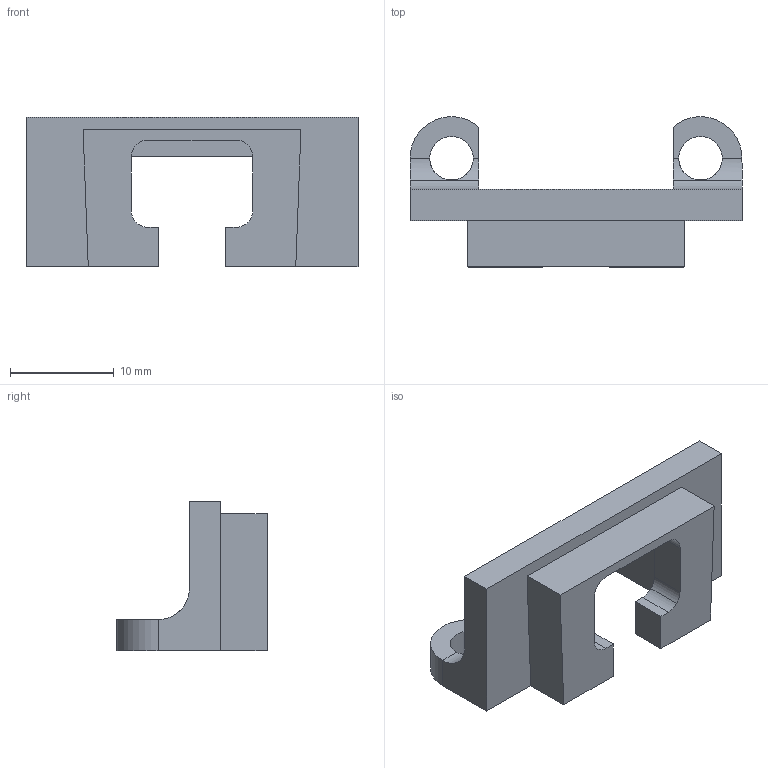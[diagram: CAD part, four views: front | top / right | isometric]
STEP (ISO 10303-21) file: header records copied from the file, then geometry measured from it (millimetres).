
FILE_DESCRIPTION(('STEP AP214'),'1');
FILE_NAME('Shim 3D Model H (v0.2) versone Int SoftOff v20241023b.stp','2024-10-23T12:05:32',(' '),(' '),'Spatial InterOp 3D',' ',' ');
FILE_SCHEMA(('AUTOMOTIVE_DESIGN { 1 0 10303 214 1 1 1 1 }'));
Length unit declared in the file: metre
Products named in the file (1): Solid
Bounding box: 32 x 14.49 x 14.4 mm (x, y, z)
Volume: 1579.4 mm3; surface area: 1747.4 mm2
Topology: 1 solids, 1 shells, 48 faces, 134 edges, 86 vertices
Faces by surface type: plane 26, cylinder 22
Entity records: 1627 total; most frequent: CARTESIAN_POINT 323, DIRECTION 272, ORIENTED_EDGE 268, EDGE_CURVE 134, AXIS2_PLACEMENT_3D 91, LINE 90, VECTOR 90, VERTEX_POINT 86
